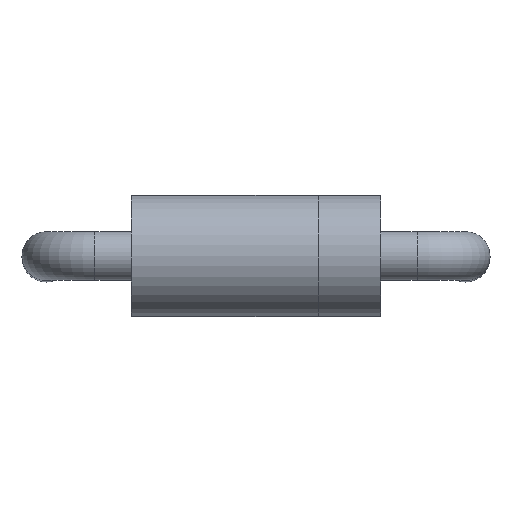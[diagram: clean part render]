
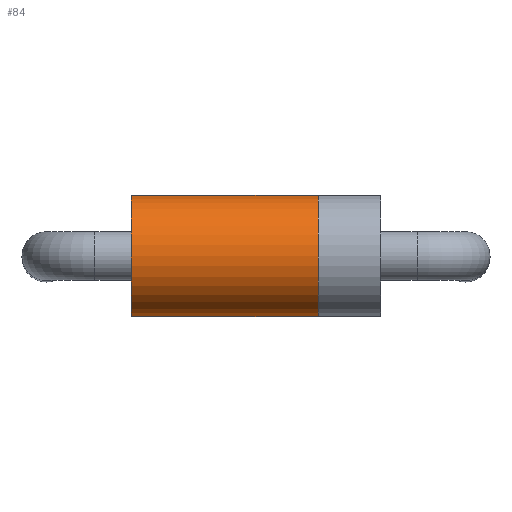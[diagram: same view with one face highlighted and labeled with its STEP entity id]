
A CAD part, top view. The second image highlights one B-rep face of the part: STEP entity #84.
In plain terms, the highlighted cylindrical face has radius 1 mm (diameter 2 mm), a full revolution.
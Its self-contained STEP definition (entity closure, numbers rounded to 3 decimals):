
#84=ADVANCED_FACE('',(#210,#212),#214,.T.);
#210=FACE_OUTER_BOUND('',#211,.T.);
#211=EDGE_LOOP('',(#332));
#212=FACE_OUTER_BOUND('',#213,.T.);
#213=EDGE_LOOP('',(#333));
#214=CYLINDRICAL_SURFACE('',#215,1.);
#215=AXIS2_PLACEMENT_3D('',#216,#217,#218);
#216=CARTESIAN_POINT('',(1.025,0.,15.));
#217=DIRECTION('',(-1.,0.,0.));
#218=DIRECTION('',(0.,0.,1.));
#332=ORIENTED_EDGE('',*,*,#356,.T.);
#333=ORIENTED_EDGE('',*,*,#355,.F.);
#355=EDGE_CURVE('',#367,#367,#368,.T.);
#356=EDGE_CURVE('',#369,#369,#370,.T.);
#367=VERTEX_POINT('',#391);
#368=CIRCLE('',#392,1.);
#369=VERTEX_POINT('',#396);
#370=CIRCLE('',#397,1.);
#391=CARTESIAN_POINT('',(-2.05,0.,16.));
#392=AXIS2_PLACEMENT_3D('',#393,#394,#395);
#393=CARTESIAN_POINT('',(-2.05,0.,15.));
#394=DIRECTION('',(-1.,0.,0.));
#395=DIRECTION('',(0.,0.,1.));
#396=CARTESIAN_POINT('',(1.025,0.,16.));
#397=AXIS2_PLACEMENT_3D('',#398,#399,#400);
#398=CARTESIAN_POINT('',(1.025,0.,15.));
#399=DIRECTION('',(-1.,0.,0.));
#400=DIRECTION('',(0.,0.,1.));
